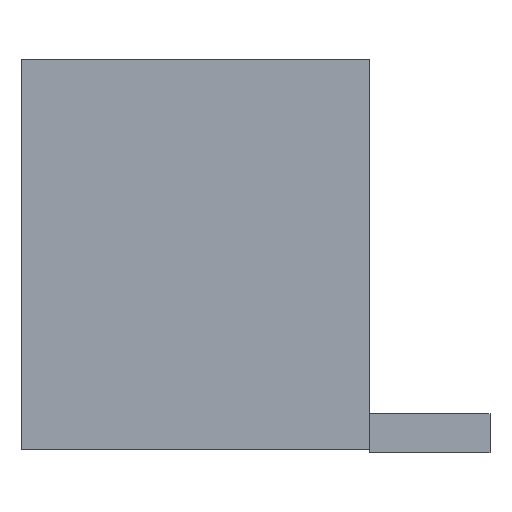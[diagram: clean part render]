
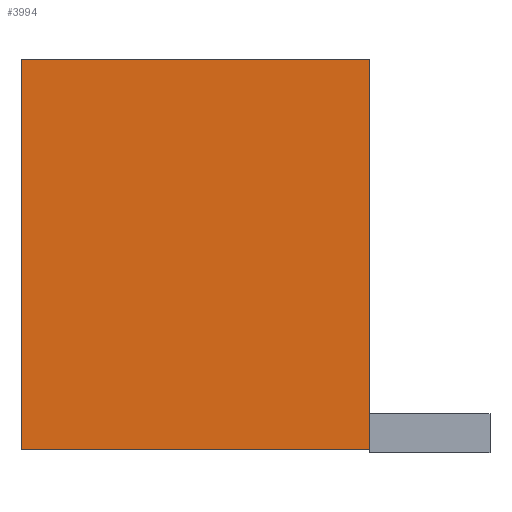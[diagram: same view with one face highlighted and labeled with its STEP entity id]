
A CAD part, left-side view. The second image highlights one B-rep face of the part: STEP entity #3994.
In plain terms, the highlighted planar face has unit normal (-1, 0, 0).
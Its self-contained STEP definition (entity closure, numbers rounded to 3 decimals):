
#146=DIRECTION('',(0.,-1.,0.));
#147=VECTOR('',#146,4.45);
#148=CARTESIAN_POINT('',(-6.75,2.225,0.));
#149=LINE('',#148,#147);
#894=DIRECTION('',(0.,0.,-1.));
#895=VECTOR('',#894,5.);
#896=CARTESIAN_POINT('',(-6.75,-2.225,0.));
#897=LINE('',#896,#895);
#1102=DIRECTION('',(0.,-1.,0.));
#1103=VECTOR('',#1102,4.45);
#1104=CARTESIAN_POINT('',(-6.75,2.225,-5.));
#1105=LINE('',#1104,#1103);
#1174=DIRECTION('',(0.,0.,-1.));
#1175=VECTOR('',#1174,5.);
#1176=CARTESIAN_POINT('',(-6.75,2.225,0.));
#1177=LINE('',#1176,#1175);
#1914=CARTESIAN_POINT('',(-6.75,2.225,0.));
#1915=CARTESIAN_POINT('',(-6.75,-2.225,0.));
#1916=VERTEX_POINT('',#1914);
#1917=VERTEX_POINT('',#1915);
#1922=CARTESIAN_POINT('',(-6.75,2.225,-5.));
#1923=CARTESIAN_POINT('',(-6.75,-2.225,-5.));
#1924=VERTEX_POINT('',#1922);
#1925=VERTEX_POINT('',#1923);
#3983=CARTESIAN_POINT('',(-6.75,2.225,0.));
#3984=DIRECTION('',(-1.,0.,0.));
#3985=DIRECTION('',(0.,-1.,0.));
#3986=AXIS2_PLACEMENT_3D('',#3983,#3984,#3985);
#3987=PLANE('',#3986);
#3988=ORIENTED_EDGE('',*,*,#2607,.T.);
#3989=ORIENTED_EDGE('',*,*,#3712,.T.);
#3990=ORIENTED_EDGE('',*,*,#3930,.F.);
#3991=ORIENTED_EDGE('',*,*,#3976,.F.);
#3992=EDGE_LOOP('',(#3988,#3989,#3990,#3991));
#3993=FACE_OUTER_BOUND('',#3992,.F.);
#2607=EDGE_CURVE('',#1916,#1917,#149,.T.);
#3712=EDGE_CURVE('',#1917,#1925,#897,.T.);
#3930=EDGE_CURVE('',#1924,#1925,#1105,.T.);
#3976=EDGE_CURVE('',#1916,#1924,#1177,.T.);
#3994=ADVANCED_FACE('',(#3993),#3987,.T.);
